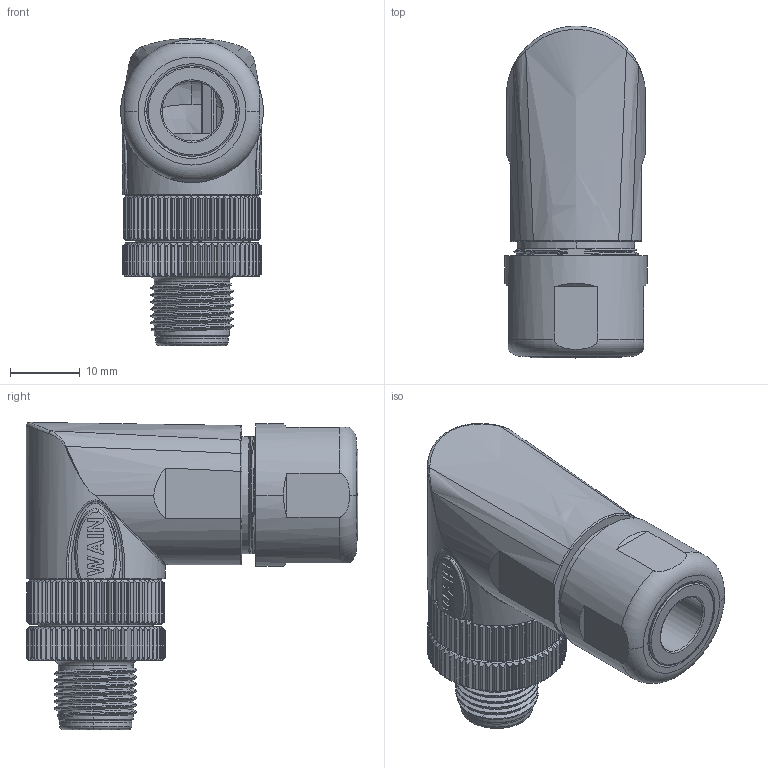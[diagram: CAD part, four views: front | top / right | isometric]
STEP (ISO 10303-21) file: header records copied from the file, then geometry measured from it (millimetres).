
FILE_DESCRIPTION((''),'2;1');
FILE_NAME('3D_1630045112002_M12-M04A-S-D8-','2021-01-05T',('cm.zhong'),(''),'PRO/ENGINEER BY PARAMETRIC TECHNOLOGY CORPORATION, 2012480','PRO/ENGINEER BY PARAMETRIC TECHNOLOGY CORPORATION, 2012480','');
FILE_SCHEMA(('CONFIG_CONTROL_DESIGN'));
Products named in the file (1): 3D_1630045112002_M12-M04A-S-D8-
Bounding box: 20.5 x 47.7 x 44.15 mm (x, y, z)
Volume: 14309.3 mm3; surface area: 12192.8 mm2
Topology: 1 solids, 2 shells, 1892 faces, 5091 edges, 3152 vertices
Faces by surface type: plane 513, cylinder 505, cone 308, bspline 295, torus 168, sphere 92, extrusion 11
Entity records: 85049 total; most frequent: CARTESIAN_POINT 41739, ORIENTED_EDGE 10102, DIRECTION 7763, EDGE_CURVE 5051, AXIS2_PLACEMENT_3D 3171, VERTEX_POINT 3152, B_SPLINE_CURVE_WITH_KNOTS 2067, EDGE_LOOP 1957
